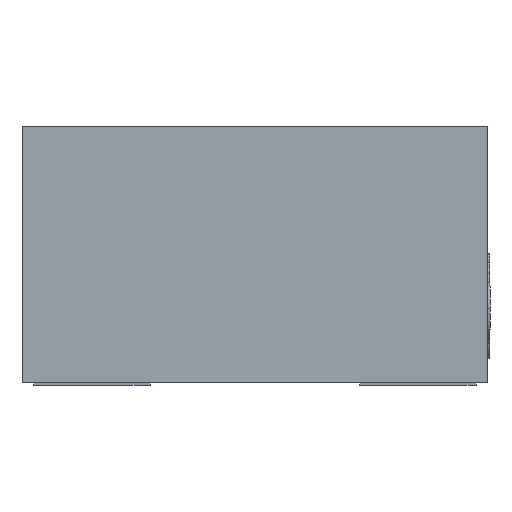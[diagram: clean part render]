
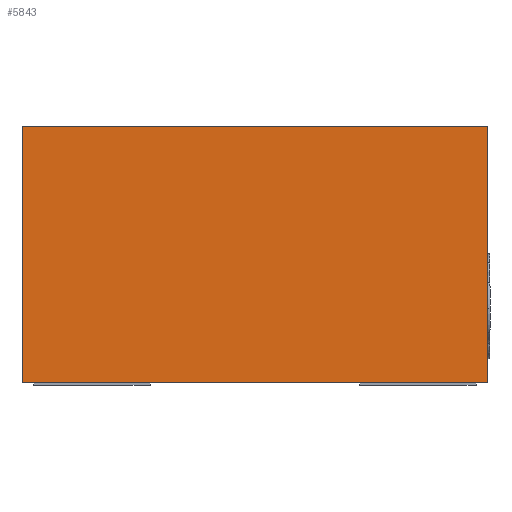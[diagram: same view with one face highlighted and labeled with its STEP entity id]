
A CAD part, left-side view. The second image highlights one B-rep face of the part: STEP entity #5843.
In plain terms, the highlighted planar face has unit normal (-1, 0, 0).
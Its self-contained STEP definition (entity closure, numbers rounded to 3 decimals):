
#389 = EDGE_CURVE ( 'NONE', #7787, #449, #12072, .T. ) ;
#449 = VERTEX_POINT ( 'NONE', #12594 ) ;
#715 = CARTESIAN_POINT ( 'NONE',  ( -2., 2., 0. ) ) ;
#1202 = EDGE_CURVE ( 'NONE', #7787, #12517, #3835, .T. ) ;
#1712 = DIRECTION ( 'NONE',  ( 0., -1., 0. ) ) ;
#1771 = CARTESIAN_POINT ( 'NONE',  ( -2., 3., 0.55 ) ) ;
#1977 = LINE ( 'NONE', #6068, #8419 ) ;
#2652 = DIRECTION ( 'NONE',  ( 0., 0., 1. ) ) ;
#2819 = EDGE_CURVE ( 'NONE', #11125, #449, #1977, .T. ) ;
#3029 = ORIENTED_EDGE ( 'NONE', *, *, #1202, .F. ) ;
#3763 = DIRECTION ( 'NONE',  ( 0., 0., 1. ) ) ;
#3775 = DIRECTION ( 'NONE',  ( 0., -1., 0. ) ) ;
#3783 = VECTOR ( 'NONE', #3775, 1000. ) ;
#3835 = LINE ( 'NONE', #1771, #7152 ) ;
#5488 = CARTESIAN_POINT ( 'NONE',  ( -2., 3., 0. ) ) ;
#5738 = DIRECTION ( 'NONE',  ( 1., 0., 0. ) ) ;
#5804 = ORIENTED_EDGE ( 'NONE', *, *, #389, .T. ) ;
#5843 = ADVANCED_FACE ( 'NONE', ( #7585 ), #11675, .F. ) ;
#6068 = CARTESIAN_POINT ( 'NONE',  ( -2., 1., 0.55 ) ) ;
#7152 = VECTOR ( 'NONE', #3763, 1000. ) ;
#7585 = FACE_OUTER_BOUND ( 'NONE', #12075, .T. ) ;
#7718 = CARTESIAN_POINT ( 'NONE',  ( -2., 2., 0.55 ) ) ;
#7787 = VERTEX_POINT ( 'NONE', #5488 ) ;
#7789 = CARTESIAN_POINT ( 'NONE',  ( -2., 2., 1.1 ) ) ;
#8265 = CARTESIAN_POINT ( 'NONE',  ( -2., 3., 1.1 ) ) ;
#8419 = VECTOR ( 'NONE', #10191, 1000. ) ;
#9446 = CARTESIAN_POINT ( 'NONE',  ( -2., 1., 1.1 ) ) ;
#10191 = DIRECTION ( 'NONE',  ( 0., 0., -1. ) ) ;
#10954 = EDGE_CURVE ( 'NONE', #12517, #11125, #11746, .T. ) ;
#11009 = ORIENTED_EDGE ( 'NONE', *, *, #2819, .F. ) ;
#11125 = VERTEX_POINT ( 'NONE', #9446 ) ;
#11675 = PLANE ( 'NONE',  #11755 ) ;
#11746 = LINE ( 'NONE', #7789, #12870 ) ;
#11755 = AXIS2_PLACEMENT_3D ( 'NONE', #7718, #5738, #2652 ) ;
#11920 = ORIENTED_EDGE ( 'NONE', *, *, #10954, .F. ) ;
#12072 = LINE ( 'NONE', #715, #3783 ) ;
#12075 = EDGE_LOOP ( 'NONE', ( #3029, #5804, #11009, #11920 ) ) ;
#12517 = VERTEX_POINT ( 'NONE', #8265 ) ;
#12594 = CARTESIAN_POINT ( 'NONE',  ( -2., 1., 0. ) ) ;
#12870 = VECTOR ( 'NONE', #1712, 1000. ) ;
